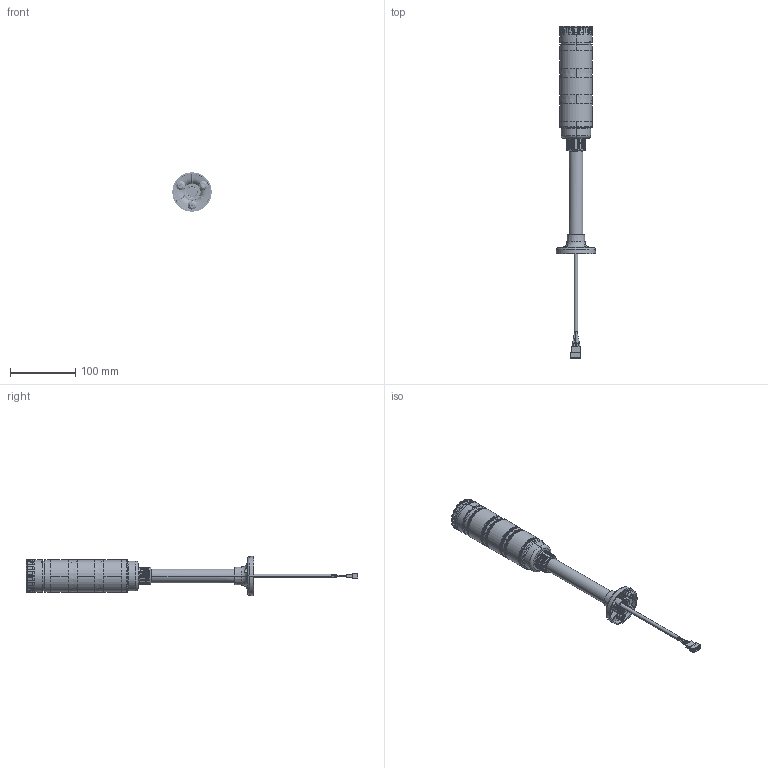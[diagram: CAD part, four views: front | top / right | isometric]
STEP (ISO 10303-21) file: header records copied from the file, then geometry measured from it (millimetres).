
FILE_DESCRIPTION((''),'2;1');
FILE_NAME('208466_ASM','2018-09-17T',('pdmadmin'),('BANNER ENGINEERING'),'CREO PARAMETRIC BY PTC INC, 2016260','CREO PARAMETRIC BY PTC INC, 2016260','');
FILE_SCHEMA(('CONFIG_CONTROL_DESIGN'));
Length unit declared in the file: millimetre
Products named in the file (17): 140410; 62676; 62677; CABLE_215; 140427_WEB_MODEL; 140412; 143280; 143281_WEB_MODEL; 145184_UPDATED_ASM; 188401; 206368; 207600; 207599_BEND; PIN_WIRE; CABLE_FOR_PIN_CONNECTOR; PIN_HOUSING_ASSY_ASM; 208466_ASM
Assembly tree (27 placements, depth 3):
  208466_ASM
    145184_UPDATED_ASM
      140410
      62676
      62677
      CABLE_215
      140427_WEB_MODEL  x3
      140412  x2
      143280
      143281_WEB_MODEL
    188401
    206368
    PIN_HOUSING_ASSY_ASM
      207600
      207599_BEND  x5
      PIN_WIRE  x5
      CABLE_FOR_PIN_CONNECTOR
Bounding box: 60 x 507.25 x 60 mm (x, y, z)
Volume: 156912.7 mm3; surface area: 150379 mm2
Topology: 25 solids, 25 shells, 2403 faces, 6134 edges, 3874 vertices
Faces by surface type: plane 821, cylinder 682, bspline 391, torus 262, cone 196, extrusion 45, sphere 6
Entity records: 109229 total; most frequent: CARTESIAN_POINT 65133, ORIENTED_EDGE 9716, DIRECTION 8488, EDGE_CURVE 4858, AXIS2_PLACEMENT_3D 3374, VERTEX_POINT 3050, EDGE_LOOP 2028, FACE_OUTER_BOUND 1906
